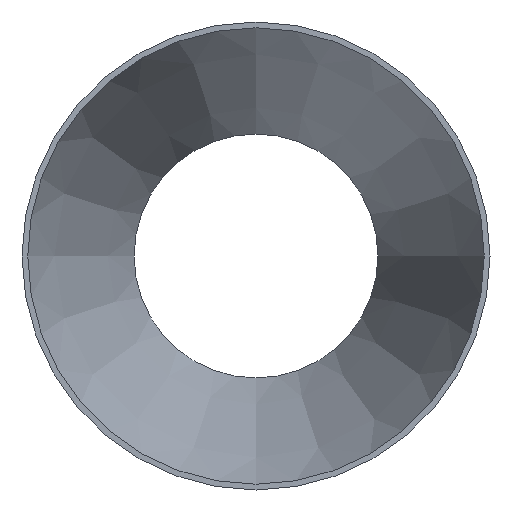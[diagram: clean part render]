
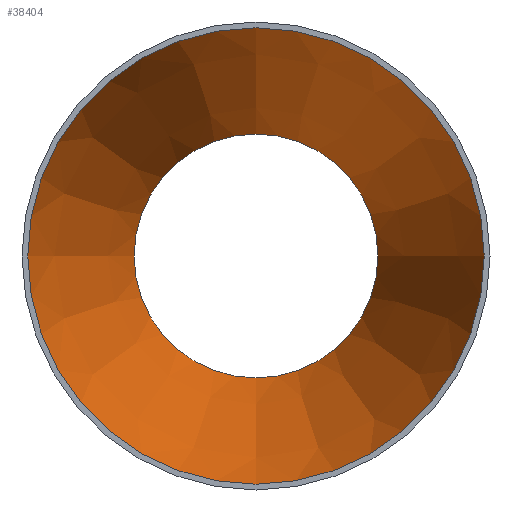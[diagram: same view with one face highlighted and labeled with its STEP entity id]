
A CAD part, front view. The second image highlights one B-rep face of the part: STEP entity #38404.
In plain terms, the highlighted conical face has half-angle 18.091 degrees and reference radius 124.844 mm.
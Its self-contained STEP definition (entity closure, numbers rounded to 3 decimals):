
#979 = CARTESIAN_POINT ( 'NONE',  ( 0., 178., 0. ) ) ;
#3715 = VERTEX_POINT ( 'NONE', #38323 ) ;
#4752 = FACE_BOUND ( 'NONE', #21144, .T. ) ;
#5504 = DIRECTION ( 'NONE',  ( 0., 0., -1. ) ) ;
#7560 = CARTESIAN_POINT ( 'NONE',  ( 0., 178., -66.694 ) ) ;
#11654 = CARTESIAN_POINT ( 'NONE',  ( 0., 0., 0. ) ) ;
#13390 = DIRECTION ( 'NONE',  ( 0., -1., 0. ) ) ;
#14321 = DIRECTION ( 'NONE',  ( 0., -1., 0. ) ) ;
#15980 = AXIS2_PLACEMENT_3D ( 'NONE', #39503, #26898, #5504 ) ;
#18615 = AXIS2_PLACEMENT_3D ( 'NONE', #11654, #14321, #30002 ) ;
#20241 = EDGE_CURVE ( 'NONE', #34883, #34883, #21020, .T. ) ;
#21020 = CIRCLE ( 'NONE', #36034, 66.694 ) ;
#21144 = EDGE_LOOP ( 'NONE', ( #33082 ) ) ;
#23817 = CIRCLE ( 'NONE', #15980, 124.844 ) ;
#26750 = EDGE_CURVE ( 'NONE', #3715, #3715, #23817, .T. ) ;
#26898 = DIRECTION ( 'NONE',  ( 0., -1., 0. ) ) ;
#27607 = ORIENTED_EDGE ( 'NONE', *, *, #26750, .T. ) ;
#30002 = DIRECTION ( 'NONE',  ( 0., 0., -1. ) ) ;
#33082 = ORIENTED_EDGE ( 'NONE', *, *, #20241, .F. ) ;
#34883 = VERTEX_POINT ( 'NONE', #7560 ) ;
#35716 = FACE_OUTER_BOUND ( 'NONE', #39240, .T. ) ;
#36034 = AXIS2_PLACEMENT_3D ( 'NONE', #979, #13390, #38234 ) ;
#38234 = DIRECTION ( 'NONE',  ( 0., 0., -1. ) ) ;
#38323 = CARTESIAN_POINT ( 'NONE',  ( 0., 0., -124.844 ) ) ;
#38404 = ADVANCED_FACE ( 'NONE', ( #4752, #35716 ), #39453, .F. ) ;
#39240 = EDGE_LOOP ( 'NONE', ( #27607 ) ) ;
#39453 = CONICAL_SURFACE ( 'NONE', #18615, 124.844, 0.316 ) ;
#39503 = CARTESIAN_POINT ( 'NONE',  ( 0., 0., 0. ) ) ;
